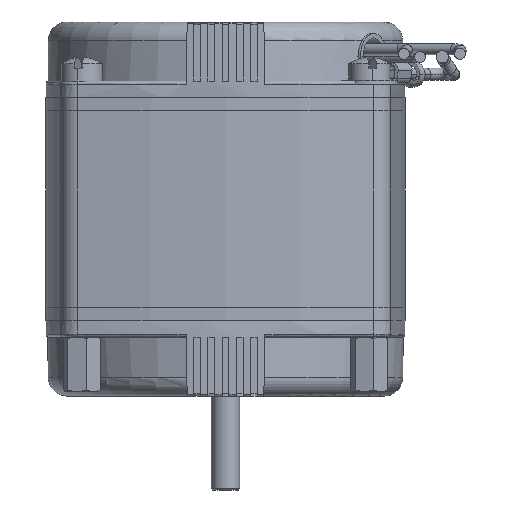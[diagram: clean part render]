
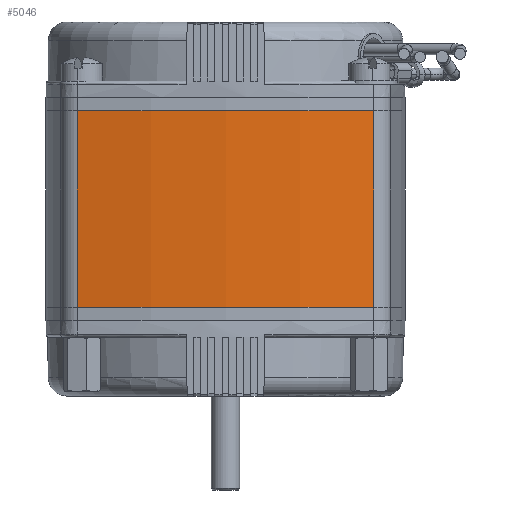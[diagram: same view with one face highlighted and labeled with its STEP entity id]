
A CAD part, front view. The second image highlights one B-rep face of the part: STEP entity #5046.
In plain terms, the highlighted cylindrical face has radius 122.885 mm (diameter 245.77 mm), a partial arc.
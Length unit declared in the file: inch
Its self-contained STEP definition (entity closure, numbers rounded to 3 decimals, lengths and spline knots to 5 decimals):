
#2171 = VECTOR ( 'NONE', #5186, 39.37008 ) ;
#2238 = DIRECTION ( 'NONE',  ( -1., 0., 0. ) ) ;
#2379 = AXIS2_PLACEMENT_3D ( 'NONE', #16021, #5055, #17864 ) ;
#2977 = EDGE_CURVE ( 'NONE', #20372, #15391, #20576, .T. ) ;
#3602 = AXIS2_PLACEMENT_3D ( 'NONE', #22752, #15664, #17113 ) ;
#5046 = ADVANCED_FACE ( 'NONE', ( #21432 ), #6821, .T. ) ;
#5055 = DIRECTION ( 'NONE',  ( 0., 0., -1. ) ) ;
#5076 = CARTESIAN_POINT ( 'NONE',  ( 0.97826, -1.08706, 1.472 ) ) ;
#5186 = DIRECTION ( 'NONE',  ( 0., 0., -1. ) ) ;
#5241 = EDGE_CURVE ( 'NONE', #15391, #22136, #19113, .T. ) ;
#6112 = EDGE_CURVE ( 'NONE', #20372, #21568, #7068, .T. ) ;
#6821 = CYLINDRICAL_SURFACE ( 'NONE', #13132, 4.838 ) ;
#7068 = LINE ( 'NONE', #5076, #2171 ) ;
#8754 = CARTESIAN_POINT ( 'NONE',  ( -0.97826, -1.08706, 0.0859 ) ) ;
#9284 = CARTESIAN_POINT ( 'NONE',  ( -0.97826, -1.08706, 1.3861 ) ) ;
#10332 = EDGE_LOOP ( 'NONE', ( #16311, #16996, #22115, #14763 ) ) ;
#11444 = CIRCLE ( 'NONE', #2379, 4.838 ) ;
#13132 = AXIS2_PLACEMENT_3D ( 'NONE', #23103, #23411, #2238 ) ;
#14256 = VECTOR ( 'NONE', #17260, 39.37008 ) ;
#14763 = ORIENTED_EDGE ( 'NONE', *, *, #5241, .T. ) ;
#15316 = CARTESIAN_POINT ( 'NONE',  ( 0.97826, -1.08706, 1.3861 ) ) ;
#15391 = VERTEX_POINT ( 'NONE', #9284 ) ;
#15664 = DIRECTION ( 'NONE',  ( 0., 0., -1. ) ) ;
#16021 = CARTESIAN_POINT ( 'NONE',  ( 0., 3.651, 0.0859 ) ) ;
#16311 = ORIENTED_EDGE ( 'NONE', *, *, #22128, .F. ) ;
#16996 = ORIENTED_EDGE ( 'NONE', *, *, #6112, .F. ) ;
#17093 = CARTESIAN_POINT ( 'NONE',  ( -0.97826, -1.08706, 1.472 ) ) ;
#17113 = DIRECTION ( 'NONE',  ( 0., 1., 0. ) ) ;
#17260 = DIRECTION ( 'NONE',  ( 0., 0., -1. ) ) ;
#17419 = CARTESIAN_POINT ( 'NONE',  ( 0.97826, -1.08706, 0.0859 ) ) ;
#17864 = DIRECTION ( 'NONE',  ( 0., 1., 0. ) ) ;
#19113 = LINE ( 'NONE', #17093, #14256 ) ;
#20372 = VERTEX_POINT ( 'NONE', #15316 ) ;
#20576 = CIRCLE ( 'NONE', #3602, 4.838 ) ;
#21432 = FACE_OUTER_BOUND ( 'NONE', #10332, .T. ) ;
#21568 = VERTEX_POINT ( 'NONE', #17419 ) ;
#22115 = ORIENTED_EDGE ( 'NONE', *, *, #2977, .T. ) ;
#22128 = EDGE_CURVE ( 'NONE', #21568, #22136, #11444, .T. ) ;
#22136 = VERTEX_POINT ( 'NONE', #8754 ) ;
#22752 = CARTESIAN_POINT ( 'NONE',  ( 0., 3.651, 1.3861 ) ) ;
#23103 = CARTESIAN_POINT ( 'NONE',  ( 0., 3.651, 1.472 ) ) ;
#23411 = DIRECTION ( 'NONE',  ( 0., 0., -1. ) ) ;
